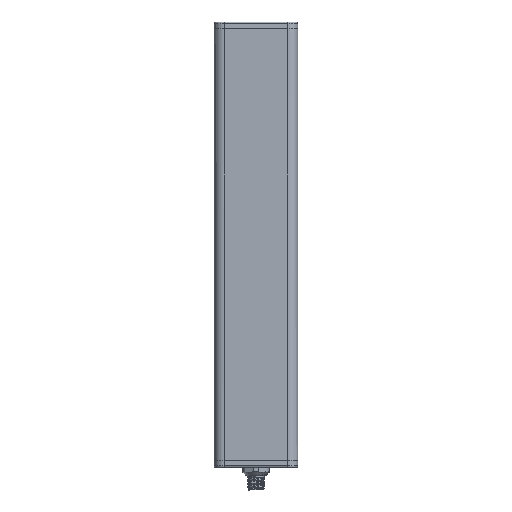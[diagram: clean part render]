
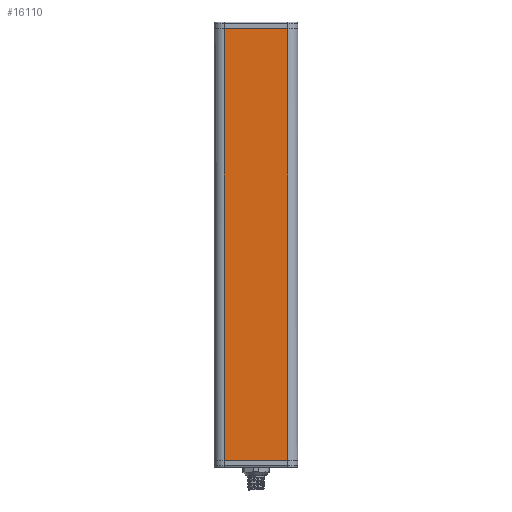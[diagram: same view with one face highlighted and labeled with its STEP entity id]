
A CAD part, front view. The second image highlights one B-rep face of the part: STEP entity #16110.
In plain terms, the highlighted planar face has unit normal (0, -1, 0).
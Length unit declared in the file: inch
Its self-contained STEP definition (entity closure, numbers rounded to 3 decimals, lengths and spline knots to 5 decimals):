
#1579=DIRECTION('',(-1.,0.,0.));
#1580=VECTOR('',#1579,1.78741);
#1581=CARTESIAN_POINT('',(0.89371,-0.64173,
5.98425));
#1582=LINE('',#1581,#1580);
#1583=DIRECTION('',(0.,0.,-1.));
#1584=VECTOR('',#1583,12.08661);
#1585=CARTESIAN_POINT('',(0.89371,-0.64173,
5.98425));
#1586=LINE('',#1585,#1584);
#1587=DIRECTION('',(1.,0.,0.));
#1588=VECTOR('',#1587,1.78741);
#1589=CARTESIAN_POINT('',(-0.89371,-0.64173,
-6.10236));
#1590=LINE('',#1589,#1588);
#1591=DIRECTION('',(0.,0.,-1.));
#1592=VECTOR('',#1591,12.08661);
#1593=CARTESIAN_POINT('',(-0.89371,-0.64173,
5.98425));
#1594=LINE('',#1593,#1592);
#12411=CARTESIAN_POINT('',(-0.89371,-0.64173,
-6.10236));
#12412=CARTESIAN_POINT('',(0.89371,-0.64173,
-6.10236));
#12413=VERTEX_POINT('',#12411);
#12414=VERTEX_POINT('',#12412);
#12758=CARTESIAN_POINT('',(0.89371,-0.64173,
5.98425));
#12759=CARTESIAN_POINT('',(-0.89371,-0.64173,
5.98425));
#12760=VERTEX_POINT('',#12758);
#12761=VERTEX_POINT('',#12759);
#16098=CARTESIAN_POINT('',(-1.16929,-0.64173,
-6.10236));
#16099=DIRECTION('',(0.,-1.,0.));
#16100=DIRECTION('',(1.,0.,0.));
#16101=AXIS2_PLACEMENT_3D('',#16098,#16099,#16100);
#16102=PLANE('',#16101);
#16104=ORIENTED_EDGE('',*,*,#16103,.F.);
#16105=ORIENTED_EDGE('',*,*,#16067,.T.);
#16106=ORIENTED_EDGE('',*,*,#16090,.F.);
#16107=ORIENTED_EDGE('',*,*,#15673,.F.);
#16108=EDGE_LOOP('',(#16104,#16105,#16106,#16107));
#16109=FACE_OUTER_BOUND('',#16108,.F.);
#16110=ADVANCED_FACE('',(#16109),#16102,.T.);
#15673=EDGE_CURVE('',#12761,#12413,#1594,.T.);
#16067=EDGE_CURVE('',#12760,#12414,#1586,.T.);
#16090=EDGE_CURVE('',#12413,#12414,#1590,.T.);
#16103=EDGE_CURVE('',#12760,#12761,#1582,.T.);
